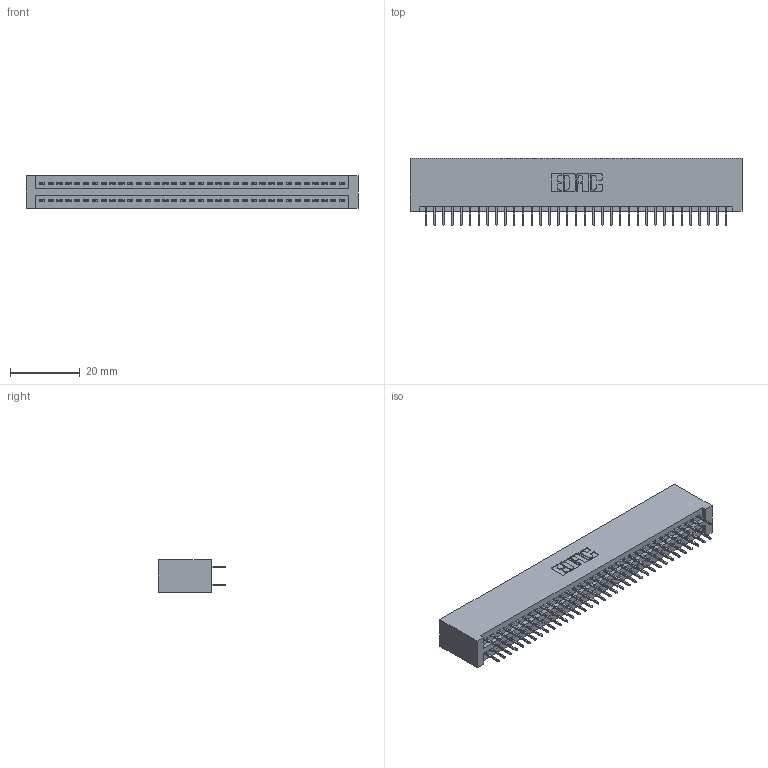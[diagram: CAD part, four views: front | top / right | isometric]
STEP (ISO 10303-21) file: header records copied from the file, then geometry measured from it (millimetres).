
FILE_DESCRIPTION (( 'STEP AP203' ), '1' );
FILE_NAME ('395-070-524-201.STEP', '2019-10-24T00:38:10', ( '' ), ( '' ), 'SwSTEP 2.0', 'SolidWorks 2016', '' );
FILE_SCHEMA (( 'CONFIG_CONTROL_DESIGN' ));
Length unit declared in the file: inch
Products named in the file (3): 345 Part_No Mounting Lugs; 345-292-001_345-293-124; 395-070-524-201
Assembly tree (71 placements, depth 2):
  395-070-524-201
    345 Part_No Mounting Lugs
    345-292-001_345-293-124  x70
Bounding box: 95.5 x 19.35 x 9.4 mm (x, y, z)
Volume: 9722.4 mm3; surface area: 14259.3 mm2
Topology: 71 solids, 71 shells, 3898 faces, 11027 edges, 7070 vertices
Faces by surface type: plane 2806, cylinder 1092
Entity records: 28201 total; most frequent: CARTESIAN_POINT 4732, ORIENTED_EDGE 4666, DIRECTION 4177, EDGE_CURVE 2333, VECTOR 2073, LINE 2073, VERTEX_POINT 1550, AXIS2_PLACEMENT_3D 1052
